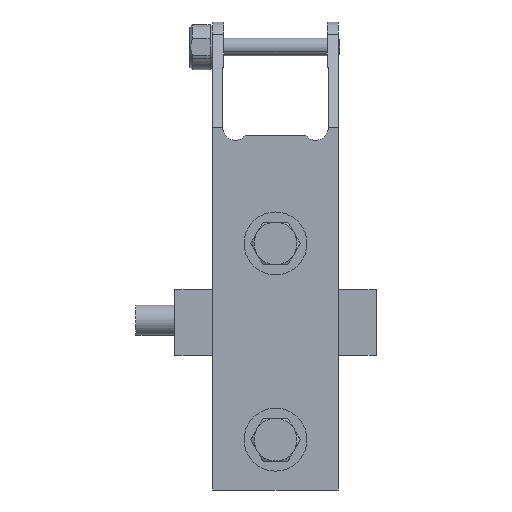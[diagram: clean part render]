
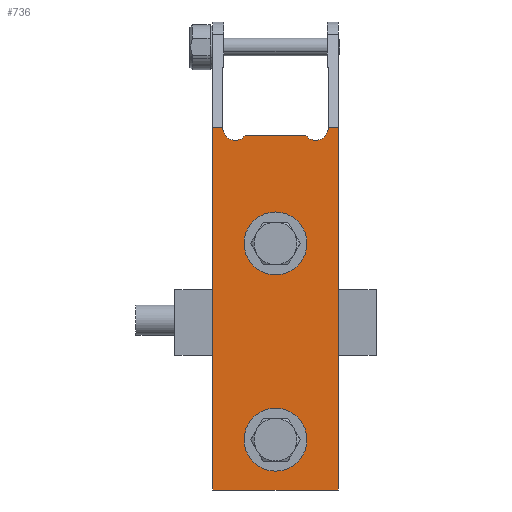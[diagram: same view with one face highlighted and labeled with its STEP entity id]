
A CAD part, front view. The second image highlights one B-rep face of the part: STEP entity #736.
In plain terms, the highlighted planar face has unit normal (0, -1, 0).
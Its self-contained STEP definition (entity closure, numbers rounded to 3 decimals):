
#64=FACE_BOUND('',#1124,.T.);
#65=FACE_BOUND('',#1125,.T.);
#66=FACE_BOUND('',#1126,.T.);
#109=LINE('',#3705,#400);
#110=LINE('',#3708,#401);
#111=LINE('',#3712,#402);
#112=LINE('',#3716,#403);
#113=LINE('',#3718,#404);
#114=LINE('',#3720,#405);
#115=LINE('',#3722,#406);
#116=LINE('',#3724,#407);
#400=VECTOR('',#2962,1.);
#401=VECTOR('',#2963,1.);
#402=VECTOR('',#2966,1.);
#403=VECTOR('',#2969,1.);
#404=VECTOR('',#2970,1.);
#405=VECTOR('',#2971,1.);
#406=VECTOR('',#2972,1.);
#407=VECTOR('',#2973,1.);
#736=ADVANCED_FACE('',(#64,#65,#66),#875,.T.);
#875=PLANE('',#2723);
#1124=EDGE_LOOP('',(#1336));
#1125=EDGE_LOOP('',(#1337,#1338,#1339,#1340,#1341,#1342,#1343,#1344,#1345,
#1346));
#1126=EDGE_LOOP('',(#1347));
#1336=ORIENTED_EDGE('',*,*,#2298,.T.);
#1337=ORIENTED_EDGE('',*,*,#2299,.T.);
#1338=ORIENTED_EDGE('',*,*,#2300,.T.);
#1339=ORIENTED_EDGE('',*,*,#2301,.T.);
#1340=ORIENTED_EDGE('',*,*,#2302,.T.);
#1341=ORIENTED_EDGE('',*,*,#2303,.T.);
#1342=ORIENTED_EDGE('',*,*,#2304,.T.);
#1343=ORIENTED_EDGE('',*,*,#2305,.T.);
#1344=ORIENTED_EDGE('',*,*,#2306,.F.);
#1345=ORIENTED_EDGE('',*,*,#2307,.F.);
#1346=ORIENTED_EDGE('',*,*,#2308,.T.);
#1347=ORIENTED_EDGE('',*,*,#2297,.T.);
#2038=VERTEX_POINT('',#3701);
#2039=VERTEX_POINT('',#3704);
#2040=VERTEX_POINT('',#3706);
#2041=VERTEX_POINT('',#3707);
#2042=VERTEX_POINT('',#3709);
#2043=VERTEX_POINT('',#3711);
#2044=VERTEX_POINT('',#3713);
#2045=VERTEX_POINT('',#3715);
#2046=VERTEX_POINT('',#3717);
#2047=VERTEX_POINT('',#3719);
#2048=VERTEX_POINT('',#3721);
#2049=VERTEX_POINT('',#3723);
#2297=EDGE_CURVE('',#2038,#2038,#2646,.T.);
#2298=EDGE_CURVE('',#2039,#2039,#2647,.T.);
#2299=EDGE_CURVE('',#2040,#2041,#109,.T.);
#2300=EDGE_CURVE('',#2041,#2042,#110,.T.);
#2301=EDGE_CURVE('',#2042,#2043,#2648,.T.);
#2302=EDGE_CURVE('',#2043,#2044,#111,.T.);
#2303=EDGE_CURVE('',#2044,#2045,#2649,.T.);
#2304=EDGE_CURVE('',#2045,#2046,#112,.T.);
#2305=EDGE_CURVE('',#2046,#2047,#113,.T.);
#2306=EDGE_CURVE('',#2048,#2047,#114,.T.);
#2307=EDGE_CURVE('',#2049,#2048,#115,.T.);
#2308=EDGE_CURVE('',#2049,#2040,#116,.T.);
#2646=CIRCLE('',#2718,12.5);
#2647=CIRCLE('',#2720,12.5);
#2648=CIRCLE('',#2721,5.);
#2649=CIRCLE('',#2722,5.);
#2718=AXIS2_PLACEMENT_3D('',#3700,#2956,#2957);
#2720=AXIS2_PLACEMENT_3D('',#3703,#2960,#2961);
#2721=AXIS2_PLACEMENT_3D('',#3710,#2964,#2965);
#2722=AXIS2_PLACEMENT_3D('',#3714,#2967,#2968);
#2723=AXIS2_PLACEMENT_3D('',#3725,#2974,#2975);
#2956=DIRECTION('',(0.,1.,0.));
#2957=DIRECTION('',(0.,0.,-1.));
#2960=DIRECTION('',(0.,1.,0.));
#2961=DIRECTION('',(0.,0.,-1.));
#2962=DIRECTION('',(-1.,0.,0.));
#2963=DIRECTION('',(0.,0.,-1.));
#2964=DIRECTION('',(0.,1.,0.));
#2965=DIRECTION('',(-1.,0.,0.));
#2966=DIRECTION('',(-1.,0.,0.));
#2967=DIRECTION('',(0.,1.,0.));
#2968=DIRECTION('',(-1.,0.,0.));
#2969=DIRECTION('',(0.,0.,1.));
#2970=DIRECTION('',(-1.,0.,0.));
#2971=DIRECTION('',(0.,0.,1.));
#2972=DIRECTION('',(-1.,0.,0.));
#2973=DIRECTION('',(0.,0.,1.));
#2974=DIRECTION('',(0.,-1.,0.));
#2975=DIRECTION('',(-1.,0.,0.));
#3700=CARTESIAN_POINT('',(0.,-60.,-78.));
#3701=CARTESIAN_POINT('',(0.,-60.,-90.5));
#3703=CARTESIAN_POINT('',(0.,-60.,0.));
#3704=CARTESIAN_POINT('',(0.,-60.,-12.5));
#3705=CARTESIAN_POINT('',(25.,-60.,46.038));
#3706=CARTESIAN_POINT('',(25.,-60.,46.038));
#3707=CARTESIAN_POINT('',(21.,-60.,46.038));
#3708=CARTESIAN_POINT('',(21.,-60.,-98.));
#3709=CARTESIAN_POINT('',(21.,-60.,46.));
#3710=CARTESIAN_POINT('',(16.,-60.,46.));
#3711=CARTESIAN_POINT('',(12.,-60.,43.));
#3712=CARTESIAN_POINT('',(25.,-60.,43.));
#3713=CARTESIAN_POINT('',(-12.,-60.,43.));
#3714=CARTESIAN_POINT('',(-16.,-60.,46.));
#3715=CARTESIAN_POINT('',(-21.,-60.,46.));
#3716=CARTESIAN_POINT('',(-21.,-60.,-98.));
#3717=CARTESIAN_POINT('',(-21.,-60.,46.038));
#3718=CARTESIAN_POINT('',(25.,-60.,46.038));
#3719=CARTESIAN_POINT('',(-25.,-60.,46.038));
#3720=CARTESIAN_POINT('',(-25.,-60.,-98.));
#3721=CARTESIAN_POINT('',(-25.,-60.,-98.));
#3722=CARTESIAN_POINT('',(25.,-60.,-98.));
#3723=CARTESIAN_POINT('',(25.,-60.,-98.));
#3724=CARTESIAN_POINT('',(25.,-60.,-98.));
#3725=CARTESIAN_POINT('',(25.,-60.,-98.));
